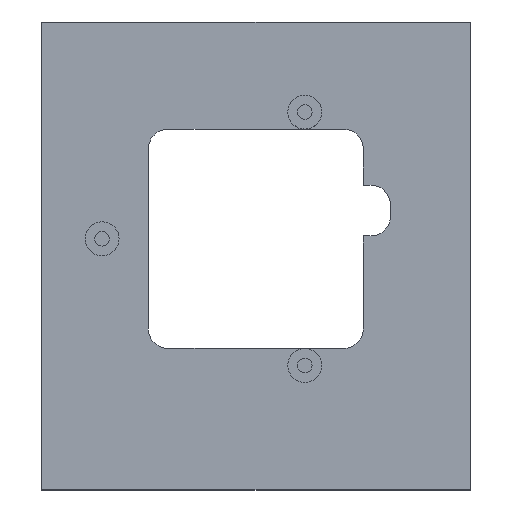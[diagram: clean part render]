
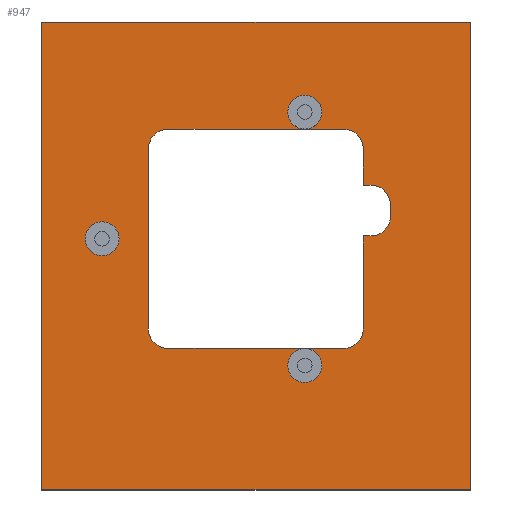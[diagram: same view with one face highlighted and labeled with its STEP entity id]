
A CAD part, top view. The second image highlights one B-rep face of the part: STEP entity #947.
In plain terms, the highlighted planar face has unit normal (0, 0, 1).
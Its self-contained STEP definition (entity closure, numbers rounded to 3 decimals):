
#16=CARTESIAN_POINT('POS2',(0.,0.,0.));
#17=DIRECTION('DIR3',(0.,0.,-1.));
#18=DIRECTION('DIR4',(1.,0.,0.));
#19=AXIS2_PLACEMENT_3D('AXIS2',#16,#17,#18);
#20=PLANE('PLANE1',#19);
#344=CARTESIAN_POINT('POINT33',(-4.,1.5,0.));
#345=VERTEX_POINT('VERTEX33',#344);
#346=CARTESIAN_POINT('POINT34',(-4.,-4.5,0.));
#347=VERTEX_POINT('VERTEX34',#346);
#348=CARTESIAN_POINT('POS36',(-4.,-4.5,0.));
#349=DIRECTION('DIR55',(0.,-1.,0.));
#350=VECTOR('VEC17',#349,1.);
#351=LINE('STRAIGHT17',#348,#350);
#352=EDGE_CURVE('EDGE37',#345,#347,#351,.T.);
#375=CARTESIAN_POINT('POINT35',(1.5,1.5,0.));
#376=VERTEX_POINT('VERTEX35',#375);
#377=CARTESIAN_POINT('POS40',(-4.,1.5,0.));
#378=DIRECTION('DIR60',(-1.,0.,0.));
#379=VECTOR('VEC20',#378,1.);
#380=LINE('STRAIGHT20',#377,#379);
#381=EDGE_CURVE('EDGE40',#376,#345,#380,.T.);
#399=CARTESIAN_POINT('POINT36',(1.5,-4.5,0.));
#400=VERTEX_POINT('VERTEX36',#399);
#401=CARTESIAN_POINT('POS43',(1.5,1.5,0.));
#402=DIRECTION('DIR64',(0.,1.,0.));
#403=VECTOR('VEC22',#402,1.);
#404=LINE('STRAIGHT22',#401,#403);
#405=EDGE_CURVE('EDGE42',#400,#376,#404,.T.);
#423=CARTESIAN_POINT('POS46',(1.5,-4.5,0.));
#424=DIRECTION('DIR68',(1.,0.,0.));
#425=VECTOR('VEC24',#424,1.);
#426=LINE('STRAIGHT24',#423,#425);
#427=EDGE_CURVE('EDGE44',#347,#400,#426,.T.);
#440=CARTESIAN_POINT('POINT37',(-0.407,0.344,0.));
#441=VERTEX_POINT('VERTEX37',#440);
#449=CARTESIAN_POINT('POINT38',(-0.843,0.344,0.));
#450=VERTEX_POINT('VERTEX38',#449);
#457=CARTESIAN_POINT('POS50',(-0.625,0.344,0.));
#458=DIRECTION('DIR73',(0.,0.,1.));
#459=DIRECTION('DIR74',(1.,0.,0.));
#460=AXIS2_PLACEMENT_3D('AXIS24',#457,#458,#459);
#461=CIRCLE('ELLIPSE14',#460,0.218);
#462=EDGE_CURVE('EDGE47',#450,#441,#461,.T.);
#473=EDGE_CURVE('EDGE48',#441,#450,#461,.T.);
#480=CARTESIAN_POINT('POINT39',(-3.006,-1.28,0.));
#481=VERTEX_POINT('VERTEX39',#480);
#489=CARTESIAN_POINT('POINT40',(-3.442,-1.28,0.));
#490=VERTEX_POINT('VERTEX40',#489);
#497=CARTESIAN_POINT('POS54',(-3.224,-1.28,0.));
#498=DIRECTION('DIR79',(0.,0.,1.));
#499=DIRECTION('DIR80',(1.,0.,0.));
#500=AXIS2_PLACEMENT_3D('AXIS26',#497,#498,#499);
#501=CIRCLE('ELLIPSE15',#500,0.218);
#502=EDGE_CURVE('EDGE51',#490,#481,#501,.T.);
#513=EDGE_CURVE('EDGE52',#481,#490,#501,.T.);
#520=CARTESIAN_POINT('POINT41',(-2.63,-0.125,0.));
#521=VERTEX_POINT('VERTEX41',#520);
#529=CARTESIAN_POINT('POINT42',(-2.38,0.125,0.));
#530=VERTEX_POINT('VERTEX42',#529);
#537=CARTESIAN_POINT('POS58',(-2.38,-0.125,0.));
#538=DIRECTION('DIR85',(0.,0.,1.));
#539=DIRECTION('DIR86',(-1.,0.,0.));
#540=AXIS2_PLACEMENT_3D('AXIS28',#537,#538,#539);
#541=CIRCLE('ELLIPSE16',#540,0.25);
#542=EDGE_CURVE('EDGE55',#530,#521,#541,.T.);
#552=CARTESIAN_POINT('POINT43',(-2.63,-2.435,0.));
#553=VERTEX_POINT('VERTEX43',#552);
#554=CARTESIAN_POINT('POS60',(-2.63,-0.125,0.));
#555=DIRECTION('DIR89',(0.,1.,0.));
#556=VECTOR('VEC31',#555,1.);
#557=LINE('STRAIGHT31',#554,#556);
#558=EDGE_CURVE('EDGE56',#553,#521,#557,.T.);
#576=CARTESIAN_POINT('POINT44',(-2.38,-2.685,0.));
#577=VERTEX_POINT('VERTEX44',#576);
#586=CARTESIAN_POINT('POS64',(-2.38,-2.435,0.));
#587=DIRECTION('DIR94',(0.,0.,1.));
#588=DIRECTION('DIR95',(0.,-1.,0.));
#589=AXIS2_PLACEMENT_3D('AXIS31',#586,#587,#588);
#590=CIRCLE('ELLIPSE17',#589,0.25);
#591=EDGE_CURVE('EDGE59',#553,#577,#590,.T.);
#601=CARTESIAN_POINT('POINT45',(-0.125,-2.685,0.));
#602=VERTEX_POINT('VERTEX45',#601);
#603=CARTESIAN_POINT('POS66',(-2.38,-2.685,0.));
#604=DIRECTION('DIR98',(-1.,0.,0.));
#605=VECTOR('VEC34',#604,1.);
#606=LINE('STRAIGHT34',#603,#605);
#607=EDGE_CURVE('EDGE60',#602,#577,#606,.T.);
#625=CARTESIAN_POINT('POINT46',(0.125,-2.435,0.));
#626=VERTEX_POINT('VERTEX46',#625);
#635=CARTESIAN_POINT('POS70',(-0.125,-2.435,0.));
#636=DIRECTION('DIR103',(0.,0.,1.));
#637=DIRECTION('DIR104',(1.,0.,0.));
#638=AXIS2_PLACEMENT_3D('AXIS34',#635,#636,#637);
#639=CIRCLE('ELLIPSE18',#638,0.25);
#640=EDGE_CURVE('EDGE63',#602,#626,#639,.T.);
#650=CARTESIAN_POINT('POINT47',(0.125,-1.243,0.));
#651=VERTEX_POINT('VERTEX47',#650);
#652=CARTESIAN_POINT('POS72',(0.125,-2.435,0.));
#653=DIRECTION('DIR107',(0.,-1.,0.));
#654=VECTOR('VEC37',#653,1.);
#655=LINE('STRAIGHT37',#652,#654);
#656=EDGE_CURVE('EDGE64',#651,#626,#655,.T.);
#674=CARTESIAN_POINT('POINT48',(0.225,-1.243,0.));
#675=VERTEX_POINT('VERTEX48',#674);
#676=CARTESIAN_POINT('POS75',(0.125,-1.243,0.));
#677=DIRECTION('DIR111',(-1.,0.,0.));
#678=VECTOR('VEC39',#677,1.);
#679=LINE('STRAIGHT39',#676,#678);
#680=EDGE_CURVE('EDGE66',#675,#651,#679,.T.);
#698=CARTESIAN_POINT('POINT49',(0.475,-0.993,0.));
#699=VERTEX_POINT('VERTEX49',#698);
#708=CARTESIAN_POINT('POS79',(0.225,-0.993,0.));
#709=DIRECTION('DIR116',(0.,0.,1.));
#710=DIRECTION('DIR117',(1.,0.,0.));
#711=AXIS2_PLACEMENT_3D('AXIS38',#708,#709,#710);
#712=CIRCLE('ELLIPSE19',#711,0.25);
#713=EDGE_CURVE('EDGE69',#675,#699,#712,.T.);
#723=CARTESIAN_POINT('POINT50',(0.475,-0.843,0.));
#724=VERTEX_POINT('VERTEX50',#723);
#725=CARTESIAN_POINT('POS81',(0.475,-0.993,0.));
#726=DIRECTION('DIR120',(0.,-1.,0.));
#727=VECTOR('VEC42',#726,1.);
#728=LINE('STRAIGHT42',#725,#727);
#729=EDGE_CURVE('EDGE70',#724,#699,#728,.T.);
#747=CARTESIAN_POINT('POINT51',(0.225,-0.593,0.));
#748=VERTEX_POINT('VERTEX51',#747);
#757=CARTESIAN_POINT('POS85',(0.225,-0.843,0.));
#758=DIRECTION('DIR125',(0.,0.,1.));
#759=DIRECTION('DIR126',(0.,1.,0.));
#760=AXIS2_PLACEMENT_3D('AXIS41',#757,#758,#759);
#761=CIRCLE('ELLIPSE20',#760,0.25);
#762=EDGE_CURVE('EDGE73',#724,#748,#761,.T.);
#772=CARTESIAN_POINT('POINT52',(0.125,-0.593,0.));
#773=VERTEX_POINT('VERTEX52',#772);
#774=CARTESIAN_POINT('POS87',(0.225,-0.593,0.));
#775=DIRECTION('DIR129',(1.,0.,0.));
#776=VECTOR('VEC45',#775,1.);
#777=LINE('STRAIGHT45',#774,#776);
#778=EDGE_CURVE('EDGE74',#773,#748,#777,.T.);
#796=CARTESIAN_POINT('POINT53',(0.125,-0.125,0.));
#797=VERTEX_POINT('VERTEX53',#796);
#798=CARTESIAN_POINT('POS90',(0.125,-0.593,0.));
#799=DIRECTION('DIR133',(0.,-1.,0.));
#800=VECTOR('VEC47',#799,1.);
#801=LINE('STRAIGHT47',#798,#800);
#802=EDGE_CURVE('EDGE76',#797,#773,#801,.T.);
#821=CARTESIAN_POINT('POINT54',(-0.125,0.125,0.));
#822=VERTEX_POINT('VERTEX54',#821);
#823=CARTESIAN_POINT('POS93',(-0.125,-0.125,0.));
#824=DIRECTION('DIR137',(0.,0.,-1.));
#825=DIRECTION('DIR138',(1.,0.,0.));
#826=AXIS2_PLACEMENT_3D('AXIS45',#823,#824,#825);
#827=CIRCLE('ELLIPSE21',#826,0.25);
#828=EDGE_CURVE('EDGE78',#822,#797,#827,.T.);
#845=CARTESIAN_POINT('POS96',(-0.125,0.125,0.));
#846=DIRECTION('DIR142',(1.,0.,0.));
#847=VECTOR('VEC50',#846,1.);
#848=LINE('STRAIGHT50',#845,#847);
#849=EDGE_CURVE('EDGE80',#530,#822,#848,.T.);
#902=ORIENTED_EDGE('COEDGE145',*,*,#849,.T.);
#903=ORIENTED_EDGE('COEDGE146',*,*,#828,.T.);
#904=ORIENTED_EDGE('COEDGE147',*,*,#802,.T.);
#905=ORIENTED_EDGE('COEDGE148',*,*,#778,.T.);
#906=ORIENTED_EDGE('COEDGE149',*,*,#762,.F.);
#907=ORIENTED_EDGE('COEDGE150',*,*,#729,.T.);
#908=ORIENTED_EDGE('COEDGE151',*,*,#713,.F.);
#909=ORIENTED_EDGE('COEDGE152',*,*,#680,.T.);
#910=ORIENTED_EDGE('COEDGE153',*,*,#656,.T.);
#911=ORIENTED_EDGE('COEDGE154',*,*,#640,.F.);
#912=ORIENTED_EDGE('COEDGE155',*,*,#607,.T.);
#913=ORIENTED_EDGE('COEDGE156',*,*,#591,.F.);
#914=ORIENTED_EDGE('COEDGE157',*,*,#558,.T.);
#915=ORIENTED_EDGE('COEDGE158',*,*,#542,.F.);
#916=EDGE_LOOP('NONE',(#902,#903,#904,#905,#906,#907,#908,#909,#910,#911
   ,#912,#913,#914,#915));
#917=FACE_BOUND('LOOP1',#916,.T.);
#918=CARTESIAN_POINT('POINT57',(-0.407,-2.904,0.));
#919=VERTEX_POINT('VERTEX57',#918);
#920=CARTESIAN_POINT('POINT58',(-0.843,-2.904,0.));
#921=VERTEX_POINT('VERTEX58',#920);
#922=CARTESIAN_POINT('POS102',(-0.625,-2.904,0.));
#923=DIRECTION('DIR151',(0.,0.,1.));
#924=DIRECTION('DIR152',(1.,0.,0.));
#925=AXIS2_PLACEMENT_3D('AXIS50',#922,#923,#924);
#926=CIRCLE('ELLIPSE23',#925,0.218);
#927=EDGE_CURVE('EDGE85',#919,#921,#926,.T.);
#928=ORIENTED_EDGE('COEDGE159',*,*,#927,.F.);
#929=EDGE_CURVE('EDGE86',#921,#919,#926,.T.);
#930=ORIENTED_EDGE('COEDGE160',*,*,#929,.F.);
#931=EDGE_LOOP('NONE',(#928,#930));
#932=FACE_BOUND('LOOP1',#931,.T.);
#933=ORIENTED_EDGE('COEDGE161',*,*,#513,.F.);
#934=ORIENTED_EDGE('COEDGE162',*,*,#502,.F.);
#935=EDGE_LOOP('NONE',(#933,#934));
#936=FACE_BOUND('LOOP1',#935,.T.);
#937=ORIENTED_EDGE('COEDGE163',*,*,#473,.F.);
#938=ORIENTED_EDGE('COEDGE164',*,*,#462,.F.);
#939=EDGE_LOOP('NONE',(#937,#938));
#940=FACE_BOUND('LOOP1',#939,.T.);
#941=ORIENTED_EDGE('COEDGE165',*,*,#427,.T.);
#942=ORIENTED_EDGE('COEDGE166',*,*,#405,.T.);
#943=ORIENTED_EDGE('COEDGE167',*,*,#381,.T.);
#944=ORIENTED_EDGE('COEDGE168',*,*,#352,.T.);
#945=EDGE_LOOP('NONE',(#941,#942,#943,#944));
#946=FACE_BOUND('LOOP1',#945,.T.);
#947=ADVANCED_FACE('FACE35',(#917,#932,#936,#940,#946),#20,.F.);
